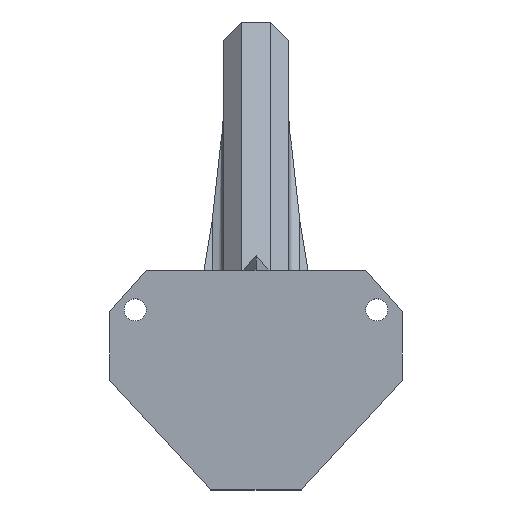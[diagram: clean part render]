
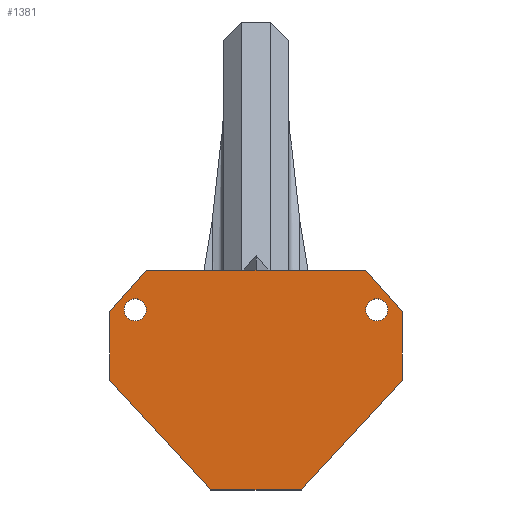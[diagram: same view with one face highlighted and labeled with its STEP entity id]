
A CAD part, top view. The second image highlights one B-rep face of the part: STEP entity #1381.
In plain terms, the highlighted planar face has unit normal (0, 0, 1).
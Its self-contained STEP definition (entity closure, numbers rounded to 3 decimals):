
#39=FACE_BOUND('',#473,.T.);
#40=FACE_BOUND('',#474,.T.);
#57=CIRCLE('',#1460,1.5);
#58=CIRCLE('',#1462,1.5);
#122=LINE('',#2505,#238);
#124=LINE('',#2533,#240);
#126=LINE('',#2783,#242);
#127=LINE('',#2792,#243);
#131=LINE('',#2799,#247);
#146=LINE('',#3177,#262);
#150=LINE('',#3188,#266);
#151=LINE('',#3191,#267);
#153=LINE('',#3194,#269);
#238=VECTOR('',#1615,10.);
#240=VECTOR('',#1619,10.);
#242=VECTOR('',#1623,10.);
#243=VECTOR('',#1626,10.);
#247=VECTOR('',#1632,10.);
#262=VECTOR('',#1673,10.);
#266=VECTOR('',#1687,10.);
#267=VECTOR('',#1690,10.);
#269=VECTOR('',#1694,10.);
#322=PLANE('',#1469);
#395=FACE_OUTER_BOUND('',#472,.T.);
#472=EDGE_LOOP('',(#1238,#1239,#1240,#1241,#1242,#1243,#1244,#1245,#1246));
#473=EDGE_LOOP('',(#1247));
#474=EDGE_LOOP('',(#1248));
#644=VERTEX_POINT('',#2497);
#645=VERTEX_POINT('',#2504);
#647=VERTEX_POINT('',#2531);
#658=VERTEX_POINT('',#2762);
#659=VERTEX_POINT('',#2782);
#660=VERTEX_POINT('',#2791);
#662=VERTEX_POINT('',#2797);
#675=VERTEX_POINT('',#3175);
#676=VERTEX_POINT('',#3179);
#677=VERTEX_POINT('',#3183);
#678=VERTEX_POINT('',#3190);
#807=EDGE_CURVE('',#645,#644,#122,.T.);
#811=EDGE_CURVE('',#644,#647,#124,.T.);
#826=EDGE_CURVE('',#659,#658,#126,.T.);
#828=EDGE_CURVE('',#660,#659,#127,.T.);
#832=EDGE_CURVE('',#658,#662,#131,.T.);
#863=EDGE_CURVE('',#675,#660,#146,.T.);
#865=EDGE_CURVE('',#676,#676,#57,.T.);
#867=EDGE_CURVE('',#677,#677,#58,.T.);
#869=EDGE_CURVE('',#647,#675,#150,.T.);
#870=EDGE_CURVE('',#662,#678,#151,.T.);
#872=EDGE_CURVE('',#645,#678,#153,.T.);
#1238=ORIENTED_EDGE('',*,*,#870,.T.);
#1239=ORIENTED_EDGE('',*,*,#872,.F.);
#1240=ORIENTED_EDGE('',*,*,#807,.T.);
#1241=ORIENTED_EDGE('',*,*,#811,.T.);
#1242=ORIENTED_EDGE('',*,*,#869,.T.);
#1243=ORIENTED_EDGE('',*,*,#863,.T.);
#1244=ORIENTED_EDGE('',*,*,#828,.T.);
#1245=ORIENTED_EDGE('',*,*,#826,.T.);
#1246=ORIENTED_EDGE('',*,*,#832,.T.);
#1247=ORIENTED_EDGE('',*,*,#867,.T.);
#1248=ORIENTED_EDGE('',*,*,#865,.T.);
#1381=ADVANCED_FACE('',(#395,#39,#40),#322,.T.);
#1460=AXIS2_PLACEMENT_3D('',#3181,#1677,#1678);
#1462=AXIS2_PLACEMENT_3D('',#3185,#1682,#1683);
#1469=AXIS2_PLACEMENT_3D('',#3204,#1705,#1706);
#1615=DIRECTION('',(0.,1.,0.));
#1619=DIRECTION('',(-0.663,0.749,0.));
#1623=DIRECTION('',(0.,-1.,0.));
#1626=DIRECTION('',(-0.663,-0.749,0.));
#1632=DIRECTION('',(0.677,-0.736,0.));
#1673=DIRECTION('',(-1.,0.,0.));
#1677=DIRECTION('center_axis',(0.,0.,-1.));
#1678=DIRECTION('ref_axis',(-1.,0.,0.));
#1682=DIRECTION('center_axis',(0.,0.,-1.));
#1683=DIRECTION('ref_axis',(-1.,0.,0.));
#1687=DIRECTION('',(-1.,0.,0.));
#1690=DIRECTION('',(1.,0.,0.));
#1694=DIRECTION('',(-0.677,-0.736,0.));
#1705=DIRECTION('center_axis',(0.,0.,1.));
#1706=DIRECTION('ref_axis',(0.,-1.,0.));
#2497=CARTESIAN_POINT('',(20.,107.35,-18.));
#2504=CARTESIAN_POINT('',(20.,98.,-18.));
#2505=CARTESIAN_POINT('',(20.,98.,-18.));
#2531=CARTESIAN_POINT('',(15.,113.,-18.));
#2533=CARTESIAN_POINT('',(20.,107.35,-18.));
#2762=CARTESIAN_POINT('',(-20.,98.,-18.));
#2782=CARTESIAN_POINT('',(-20.,107.35,-18.));
#2783=CARTESIAN_POINT('',(-20.,107.35,-18.));
#2791=CARTESIAN_POINT('',(-15.,113.,-18.));
#2792=CARTESIAN_POINT('',(-15.,113.,-18.));
#2797=CARTESIAN_POINT('',(-6.194,83.,-18.));
#2799=CARTESIAN_POINT('',(-20.,98.,-18.));
#3175=CARTESIAN_POINT('',(0.,113.,-18.));
#3177=CARTESIAN_POINT('',(15.,113.,-18.));
#3179=CARTESIAN_POINT('',(-15.,107.615,-18.));
#3181=CARTESIAN_POINT('Origin',(-16.5,107.615,-18.));
#3183=CARTESIAN_POINT('',(18.,107.615,-18.));
#3185=CARTESIAN_POINT('Origin',(16.5,107.615,-18.));
#3188=CARTESIAN_POINT('',(15.,113.,-18.));
#3190=CARTESIAN_POINT('',(6.194,83.,-18.));
#3191=CARTESIAN_POINT('',(-6.194,83.,-18.));
#3194=CARTESIAN_POINT('',(20.,98.,-18.));
#3204=CARTESIAN_POINT('Origin',(0.,113.,-18.));
